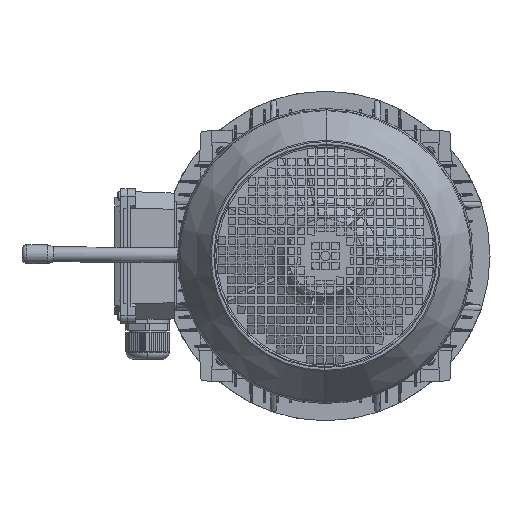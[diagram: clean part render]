
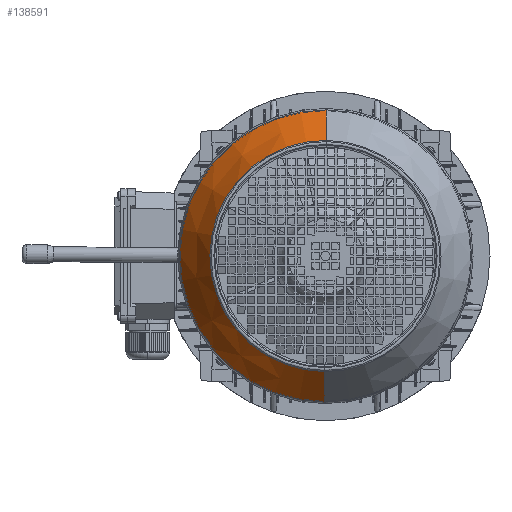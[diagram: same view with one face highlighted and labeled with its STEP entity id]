
A CAD part, left-side view. The second image highlights one B-rep face of the part: STEP entity #138591.
In plain terms, the highlighted conical face has half-angle 32.531 degrees and reference radius 155.431 mm.
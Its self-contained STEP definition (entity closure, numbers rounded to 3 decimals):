
#2926 = DIRECTION ( 'NONE',  ( -1., 0., 0. ) ) ;
#3634 = DIRECTION ( 'NONE',  ( -1., 0., 0. ) ) ;
#23304 = CARTESIAN_POINT ( 'NONE',  ( 223.382, 0., 0. ) ) ;
#24007 = CARTESIAN_POINT ( 'NONE',  ( 172.46, 0., 0. ) ) ;
#37710 = VECTOR ( 'NONE', #79241, 1000. ) ;
#40676 = EDGE_CURVE ( 'NONE', #58353, #175357, #191668, .T. ) ;
#46778 = VERTEX_POINT ( 'NONE', #146260 ) ;
#48603 = DIRECTION ( 'NONE',  ( -0.843, 0., 0.538 ) ) ;
#55795 = CIRCLE ( 'NONE', #174577, 155.431 ) ;
#58353 = VERTEX_POINT ( 'NONE', #158412 ) ;
#61476 = ORIENTED_EDGE ( 'NONE', *, *, #184778, .F. ) ;
#62473 = AXIS2_PLACEMENT_3D ( 'NONE', #23304, #2926, #181678 ) ;
#64648 = ORIENTED_EDGE ( 'NONE', *, *, #40676, .T. ) ;
#68945 = CARTESIAN_POINT ( 'NONE',  ( 172.46, 0., 155.431 ) ) ;
#79241 = DIRECTION ( 'NONE',  ( -0.843, 0., -0.538 ) ) ;
#79690 = DIRECTION ( 'NONE',  ( 0., 0., 1. ) ) ;
#88364 = ORIENTED_EDGE ( 'NONE', *, *, #103406, .F. ) ;
#89352 = LINE ( 'NONE', #68945, #181849 ) ;
#99689 = CARTESIAN_POINT ( 'NONE',  ( 172.46, 0., -155.431 ) ) ;
#100121 = DIRECTION ( 'NONE',  ( -1., 0., 0. ) ) ;
#103406 = EDGE_CURVE ( 'NONE', #135518, #46778, #55795, .T. ) ;
#104361 = CARTESIAN_POINT ( 'NONE',  ( 223.382, 0., -122.951 ) ) ;
#106545 = EDGE_CURVE ( 'NONE', #175357, #46778, #120072, .T. ) ;
#106592 = AXIS2_PLACEMENT_3D ( 'NONE', #24007, #3634, #182400 ) ;
#112480 = CARTESIAN_POINT ( 'NONE',  ( 172.46, 0., 155.431 ) ) ;
#120072 = LINE ( 'NONE', #99689, #37710 ) ;
#120512 = CARTESIAN_POINT ( 'NONE',  ( 172.46, 0., 0. ) ) ;
#133780 = CONICAL_SURFACE ( 'NONE', #106592, 155.431, 0.568 ) ;
#135518 = VERTEX_POINT ( 'NONE', #112480 ) ;
#138591 = ADVANCED_FACE ( 'NONE', ( #188903 ), #133780, .T. ) ;
#146260 = CARTESIAN_POINT ( 'NONE',  ( 172.46, 0., -155.431 ) ) ;
#158412 = CARTESIAN_POINT ( 'NONE',  ( 223.382, 0., 122.951 ) ) ;
#174577 = AXIS2_PLACEMENT_3D ( 'NONE', #120512, #100121, #79690 ) ;
#175357 = VERTEX_POINT ( 'NONE', #104361 ) ;
#181678 = DIRECTION ( 'NONE',  ( 0., 0., 1. ) ) ;
#181849 = VECTOR ( 'NONE', #48603, 1000. ) ;
#182400 = DIRECTION ( 'NONE',  ( 0., 0., 1. ) ) ;
#184778 = EDGE_CURVE ( 'NONE', #58353, #135518, #89352, .T. ) ;
#187605 = ORIENTED_EDGE ( 'NONE', *, *, #106545, .T. ) ;
#188903 = FACE_OUTER_BOUND ( 'NONE', #189779, .T. ) ;
#189779 = EDGE_LOOP ( 'NONE', ( #64648, #187605, #88364, #61476 ) ) ;
#191668 = CIRCLE ( 'NONE', #62473, 122.951 ) ;
